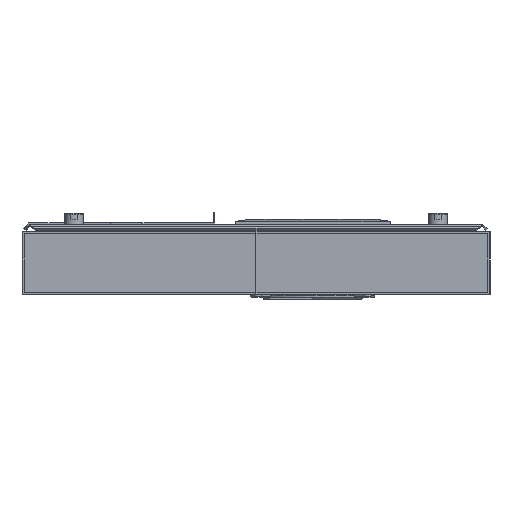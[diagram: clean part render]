
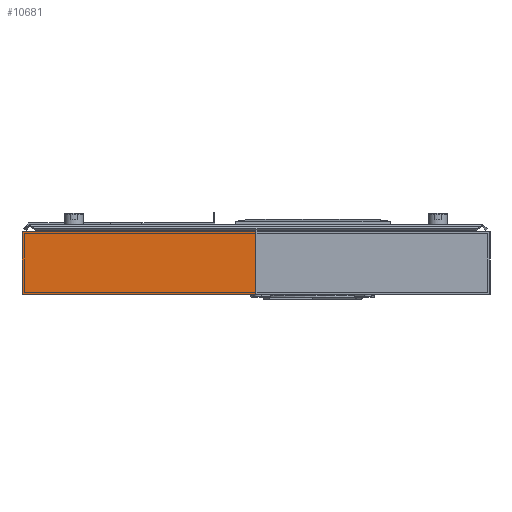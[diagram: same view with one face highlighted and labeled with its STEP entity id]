
A CAD part, left-side view. The second image highlights one B-rep face of the part: STEP entity #10681.
In plain terms, the highlighted planar face has unit normal (-1, 0, 0).
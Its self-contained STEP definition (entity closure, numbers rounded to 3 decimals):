
#796=PLANE('',#11988);
#1370=FACE_OUTER_BOUND('',#2076,.T.);
#2076=EDGE_LOOP('',(#9910,#9911,#9912,#9913));
#3100=LINE('',#18243,#4154);
#3126=LINE('',#18293,#4180);
#3127=LINE('',#18295,#4181);
#3128=LINE('',#18297,#4182);
#4154=VECTOR('',#14922,10.);
#4180=VECTOR('',#14964,10.);
#4181=VECTOR('',#14967,10.);
#4182=VECTOR('',#14970,10.);
#5480=VERTEX_POINT('',#18216);
#5490=VERTEX_POINT('',#18240);
#5491=VERTEX_POINT('',#18242);
#5507=VERTEX_POINT('',#18291);
#6957=EDGE_CURVE('',#5491,#5490,#3100,.T.);
#6983=EDGE_CURVE('',#5480,#5507,#3126,.T.);
#6984=EDGE_CURVE('',#5480,#5490,#3127,.T.);
#6985=EDGE_CURVE('',#5507,#5491,#3128,.T.);
#9910=ORIENTED_EDGE('',*,*,#6983,.T.);
#9911=ORIENTED_EDGE('',*,*,#6985,.T.);
#9912=ORIENTED_EDGE('',*,*,#6957,.T.);
#9913=ORIENTED_EDGE('',*,*,#6984,.F.);
#10681=ADVANCED_FACE('',(#1370),#796,.T.);
#11988=AXIS2_PLACEMENT_3D('',#18296,#14968,#14969);
#14922=DIRECTION('',(0.,1.,0.));
#14964=DIRECTION('',(0.,-1.,0.));
#14967=DIRECTION('',(0.,0.,1.));
#14968=DIRECTION('center_axis',(-1.,0.,0.));
#14969=DIRECTION('ref_axis',(0.,0.,1.));
#14970=DIRECTION('',(0.,0.,1.));
#18216=CARTESIAN_POINT('',(-499.5,2.,-30.));
#18240=CARTESIAN_POINT('',(-499.5,2.,30.));
#18242=CARTESIAN_POINT('',(-499.5,-223.,30.));
#18243=CARTESIAN_POINT('',(-499.5,1.,30.));
#18291=CARTESIAN_POINT('',(-499.5,-223.,-30.));
#18293=CARTESIAN_POINT('',(-499.5,-54.75,-30.));
#18295=CARTESIAN_POINT('',(-499.5,2.,30.));
#18296=CARTESIAN_POINT('Origin',(-499.5,1.,0.));
#18297=CARTESIAN_POINT('',(-499.5,-223.,30.));
